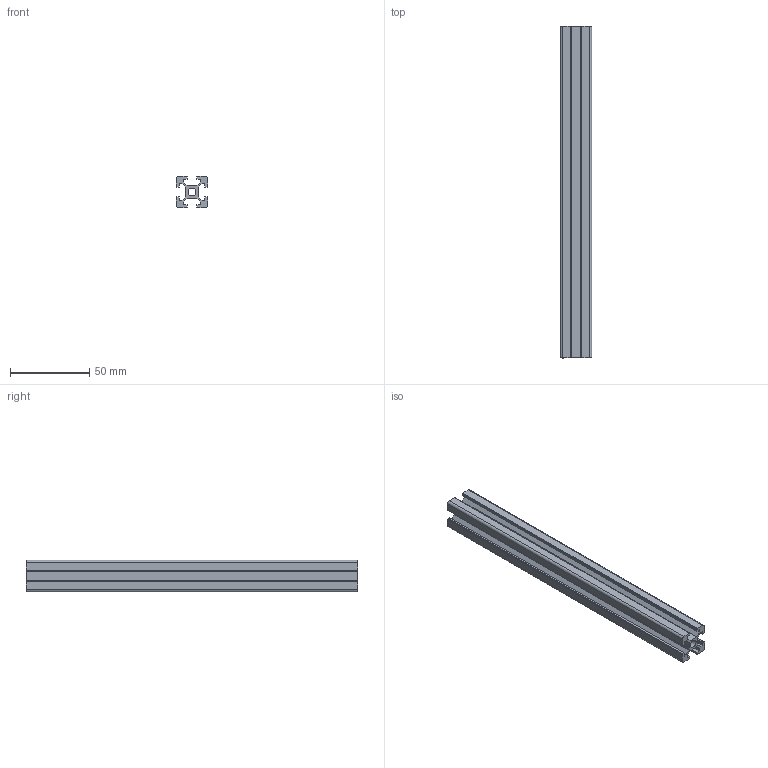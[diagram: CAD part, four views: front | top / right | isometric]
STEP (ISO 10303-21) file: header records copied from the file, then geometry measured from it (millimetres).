
FILE_DESCRIPTION(/* description */ (''),/* implementation_level */ '2;1');
FILE_NAME(/* name */ '2020Extrusion L.step',/* time_stamp */ '2026-01-06T23:08:21-06:00',/* author */ (''),/* organization */ (''),/* preprocessor_version */ 'ST-DEVELOPER v20.1',/* originating_system */ 'Autodesk Translation Framework v14.21.0.0',/* authorisation */ '');
FILE_SCHEMA (('AUTOMOTIVE_DESIGN { 1 0 10303 214 3 1 1 }'));
Length unit declared in the file: millimetre
Products named in the file (1): 2020Extrusion L
Bounding box: 20 x 210 x 20 mm (x, y, z)
Volume: 35275.8 mm3; surface area: 35726.6 mm2
Topology: 1 solids, 1 shells, 69 faces, 201 edges, 134 vertices
Faces by surface type: plane 62, cylinder 5, cone 2
Full cylindrical faces by diameter (mm): 5 x1
Entity records: 2281 total; most frequent: CARTESIAN_POINT 403, ORIENTED_EDGE 398, DIRECTION 351, EDGE_CURVE 199, LINE 187, VECTOR 187, VERTEX_POINT 134, AXIS2_PLACEMENT_3D 82
